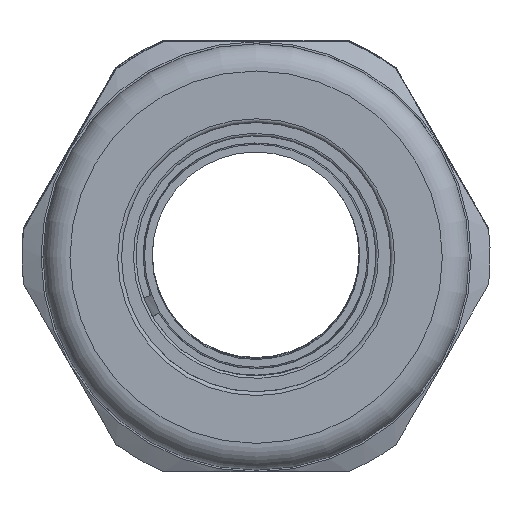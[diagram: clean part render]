
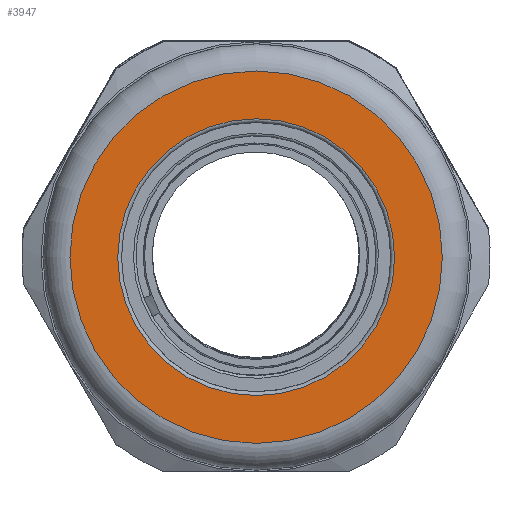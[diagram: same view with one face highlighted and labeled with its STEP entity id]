
A CAD part, left-side view. The second image highlights one B-rep face of the part: STEP entity #3947.
In plain terms, the highlighted face is planar.
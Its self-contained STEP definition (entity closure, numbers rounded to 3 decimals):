
#658=PLANE('',#4405);
#726=FACE_BOUND('',#1219,.T.);
#904=FACE_OUTER_BOUND('',#1218,.T.);
#1218=EDGE_LOOP('',(#3089));
#1219=EDGE_LOOP('',(#3090));
#1585=CIRCLE('',#4404,10.94);
#1586=CIRCLE('',#4406,14.715);
#1937=VERTEX_POINT('',#9948);
#1938=VERTEX_POINT('',#9951);
#2372=EDGE_CURVE('',#1937,#1937,#1585,.T.);
#2373=EDGE_CURVE('',#1938,#1938,#1586,.T.);
#3089=ORIENTED_EDGE('',*,*,#2373,.F.);
#3090=ORIENTED_EDGE('',*,*,#2372,.T.);
#3947=ADVANCED_FACE('',(#904,#726),#658,.T.);
#4404=AXIS2_PLACEMENT_3D('',#9949,#5130,#5131);
#4405=AXIS2_PLACEMENT_3D('',#9950,#5132,#5133);
#4406=AXIS2_PLACEMENT_3D('',#9952,#5134,#5135);
#5130=DIRECTION('center_axis',(1.,0.,0.));
#5131=DIRECTION('ref_axis',(0.,0.,-1.));
#5132=DIRECTION('center_axis',(-1.,0.,0.));
#5133=DIRECTION('ref_axis',(0.,0.,1.));
#5134=DIRECTION('center_axis',(1.,0.,0.));
#5135=DIRECTION('ref_axis',(0.,0.,-1.));
#9948=CARTESIAN_POINT('',(-15.08,10.94,0.));
#9949=CARTESIAN_POINT('Origin',(-15.08,0.,0.));
#9950=CARTESIAN_POINT('Origin',(-15.08,14.715,0.));
#9951=CARTESIAN_POINT('',(-15.08,14.715,0.));
#9952=CARTESIAN_POINT('Origin',(-15.08,0.,0.));
